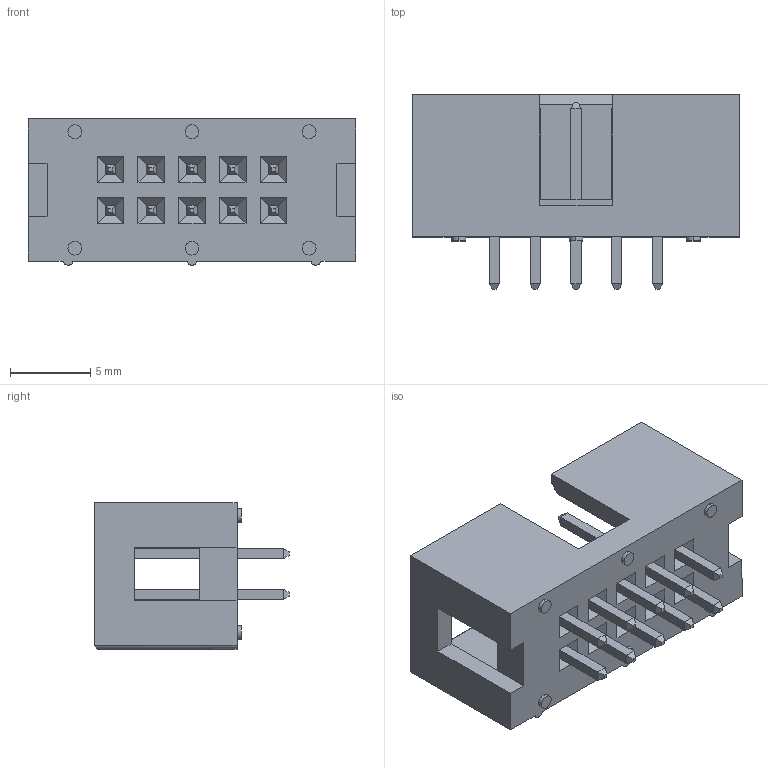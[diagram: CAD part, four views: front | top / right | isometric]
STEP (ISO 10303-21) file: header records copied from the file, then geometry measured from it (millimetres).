
FILE_DESCRIPTION (( 'STEP AP214' ), '1' );
FILE_NAME ('61201021621.STEP', '2020-11-14T01:22:38', ( '' ), ( '' ), 'SwSTEP 2.0', 'SolidWorks 2017', '' );
FILE_SCHEMA (( 'AUTOMOTIVE_DESIGN' ));
Length unit declared in the file: millimetre
Products named in the file (1): 61201021621
Bounding box: 20.36 x 12.1 x 9.1 mm (x, y, z)
Volume: 788.2 mm3; surface area: 1468.5 mm2
Topology: 11 solids, 11 shells, 276 faces, 622 edges, 370 vertices
Faces by surface type: plane 261, cylinder 15
Entity records: 7553 total; most frequent: CARTESIAN_POINT 1278, ORIENTED_EDGE 1244, DIRECTION 1200, EDGE_CURVE 622, LINE 592, VECTOR 592, VERTEX_POINT 370, AXIS2_PLACEMENT_3D 304
